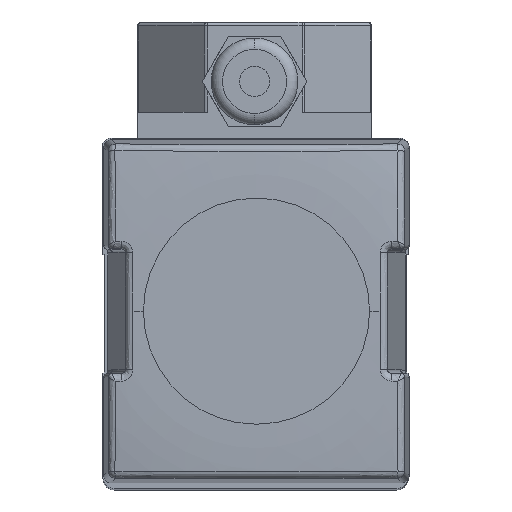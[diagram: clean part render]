
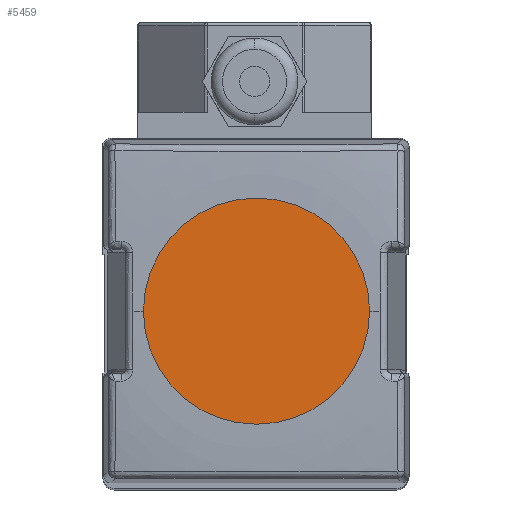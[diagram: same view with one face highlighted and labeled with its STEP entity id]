
A CAD part, top view. The second image highlights one B-rep face of the part: STEP entity #5459.
In plain terms, the highlighted planar face has unit normal (0, 0, 1).
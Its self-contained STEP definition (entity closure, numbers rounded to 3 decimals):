
#638 = FACE_OUTER_BOUND ( 'NONE', #9512, .T. ) ;
#1054 = CARTESIAN_POINT ( 'NONE',  ( 0., 0., 36.5 ) ) ;
#2106 = CIRCLE ( 'NONE', #5463, 30. ) ;
#2515 = DIRECTION ( 'NONE',  ( -1., 0., 0. ) ) ;
#3082 = PLANE ( 'NONE',  #11755 ) ;
#5459 = ADVANCED_FACE ( 'NONE', ( #638 ), #3082, .F. ) ;
#5463 = AXIS2_PLACEMENT_3D ( 'NONE', #1054, #16642, #10114 ) ;
#5854 = CIRCLE ( 'NONE', #7683, 30. ) ;
#5967 = VERTEX_POINT ( 'NONE', #16206 ) ;
#6993 = CARTESIAN_POINT ( 'NONE',  ( 0., 0., 36.5 ) ) ;
#7148 = DIRECTION ( 'NONE',  ( 0., 0., -1. ) ) ;
#7496 = CARTESIAN_POINT ( 'NONE',  ( 0., 0., 36.5 ) ) ;
#7683 = AXIS2_PLACEMENT_3D ( 'NONE', #7496, #10100, #2515 ) ;
#8365 = ORIENTED_EDGE ( 'NONE', *, *, #9200, .F. ) ;
#9200 = EDGE_CURVE ( 'NONE', #5967, #14724, #2106, .T. ) ;
#9512 = EDGE_LOOP ( 'NONE', ( #8365, #11414 ) ) ;
#10100 = DIRECTION ( 'NONE',  ( 0., 0., -1. ) ) ;
#10114 = DIRECTION ( 'NONE',  ( -1., 0., 0. ) ) ;
#10919 = DIRECTION ( 'NONE',  ( -1., 0., 0. ) ) ;
#11414 = ORIENTED_EDGE ( 'NONE', *, *, #12989, .F. ) ;
#11755 = AXIS2_PLACEMENT_3D ( 'NONE', #6993, #7148, #10919 ) ;
#12989 = EDGE_CURVE ( 'NONE', #14724, #5967, #5854, .T. ) ;
#14724 = VERTEX_POINT ( 'NONE', #16009 ) ;
#16009 = CARTESIAN_POINT ( 'NONE',  ( 30., 0., 36.5 ) ) ;
#16206 = CARTESIAN_POINT ( 'NONE',  ( -30., 0., 36.5 ) ) ;
#16642 = DIRECTION ( 'NONE',  ( 0., 0., -1. ) ) ;
